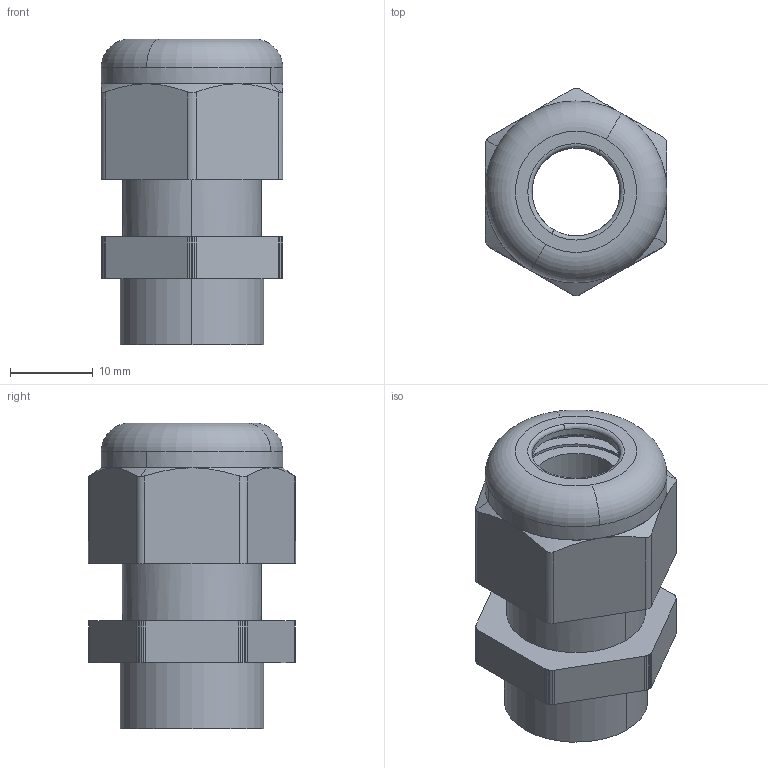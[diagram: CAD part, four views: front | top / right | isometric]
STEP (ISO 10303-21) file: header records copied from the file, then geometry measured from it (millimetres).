
FILE_DESCRIPTION(('CATIA V5 STEP Exchange','CAx-IF Rec.Pracs.--- Model Styling and Organization---1.4--- 2014-01-23'),'2;1');
FILE_NAME ('D1452848_1_1568990000_1568990000.stp','2024-02-13T10:59:30+00:00',('none'),('Weidmueller'),'CATIA Version 5-6 Release 2016 SP3 HF44','CATIA V5 STEP AP214','none');
FILE_SCHEMA(('AUTOMOTIVE_DESIGN { 1 0 10303 214 1 1 1 1 }'));
Length unit declared in the file: millimetre
Products named in the file (1): VG_PG_11
Bounding box: 22 x 25.06 x 37 mm (x, y, z)
Volume: 6740.4 mm3; surface area: 7538.8 mm2
Topology: 3 solids, 3 shells, 114 faces, 322 edges, 220 vertices
Faces by surface type: cylinder 58, plane 36, cone 14, torus 6
Entity records: 4012 total; most frequent: CARTESIAN_POINT 1042, ORIENTED_EDGE 644, DIRECTION 467, EDGE_CURVE 322, AXIS2_PLACEMENT_3D 240, VERTEX_POINT 220, CIRCLE 139, VECTOR 128
